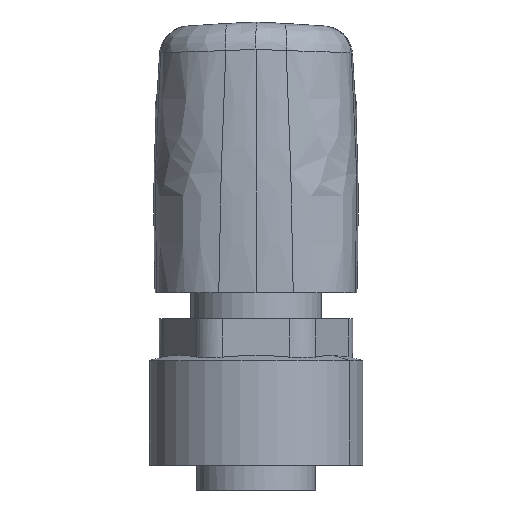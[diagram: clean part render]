
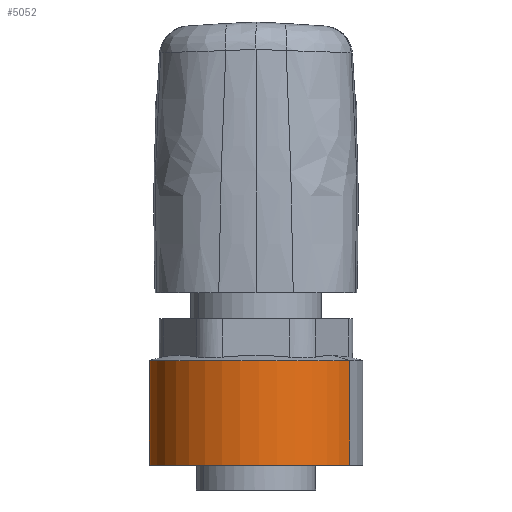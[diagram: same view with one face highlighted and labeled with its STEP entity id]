
A CAD part, front view. The second image highlights one B-rep face of the part: STEP entity #5052.
In plain terms, the highlighted cylindrical face has radius 7.3 mm (diameter 14.6 mm), a partial arc.
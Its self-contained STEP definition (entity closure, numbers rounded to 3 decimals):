
#3764 = VERTEX_POINT('',#3765);
#3765 = CARTESIAN_POINT('',(0.893,10.799,8.852)
  );
#3771 = EDGE_CURVE('',#3772,#3764,#3774,.T.);
#3772 = VERTEX_POINT('',#3773);
#3773 = CARTESIAN_POINT('',(13.707,3.801,8.852));
#3774 = CIRCLE('',#3775,7.3);
#3775 = AXIS2_PLACEMENT_3D('',#3776,#3777,#3778);
#3776 = CARTESIAN_POINT('',(7.3,7.3,8.852));
#3777 = DIRECTION('',(0.,0.,-1.));
#3778 = DIRECTION('',(-1.,0.,0.));
#5052 = ADVANCED_FACE('',(#5053),#5079,.T.);
#5053 = FACE_BOUND('',#5054,.T.);
#5054 = EDGE_LOOP('',(#5055,#5066,#5072,#5073));
#5055 = ORIENTED_EDGE('',*,*,#5056,.F.);
#5056 = EDGE_CURVE('',#5057,#5059,#5061,.T.);
#5057 = VERTEX_POINT('',#5058);
#5058 = CARTESIAN_POINT('',(13.707,3.801,1.7));
#5059 = VERTEX_POINT('',#5060);
#5060 = CARTESIAN_POINT('',(0.893,10.799,1.7));
#5061 = CIRCLE('',#5062,7.3);
#5062 = AXIS2_PLACEMENT_3D('',#5063,#5064,#5065);
#5063 = CARTESIAN_POINT('',(7.3,7.3,1.7));
#5064 = DIRECTION('',(0.,0.,-1.));
#5065 = DIRECTION('',(-1.,0.,0.));
#5066 = ORIENTED_EDGE('',*,*,#5067,.F.);
#5067 = EDGE_CURVE('',#3772,#5057,#5068,.T.);
#5068 = LINE('',#5069,#5070);
#5069 = CARTESIAN_POINT('',(13.707,3.801,5.276));
#5070 = VECTOR('',#5071,1.);
#5071 = DIRECTION('',(0.,0.,-1.));
#5072 = ORIENTED_EDGE('',*,*,#3771,.T.);
#5073 = ORIENTED_EDGE('',*,*,#5074,.T.);
#5074 = EDGE_CURVE('',#3764,#5059,#5075,.T.);
#5075 = LINE('',#5076,#5077);
#5076 = CARTESIAN_POINT('',(0.893,10.799,5.276)
  );
#5077 = VECTOR('',#5078,1.);
#5078 = DIRECTION('',(0.,0.,-1.));
#5079 = CYLINDRICAL_SURFACE('',#5080,7.3);
#5080 = AXIS2_PLACEMENT_3D('',#5081,#5082,#5083);
#5081 = CARTESIAN_POINT('',(7.3,7.3,6.7));
#5082 = DIRECTION('',(0.,0.,-1.));
#5083 = DIRECTION('',(-0.878,0.479,0.)
  );
